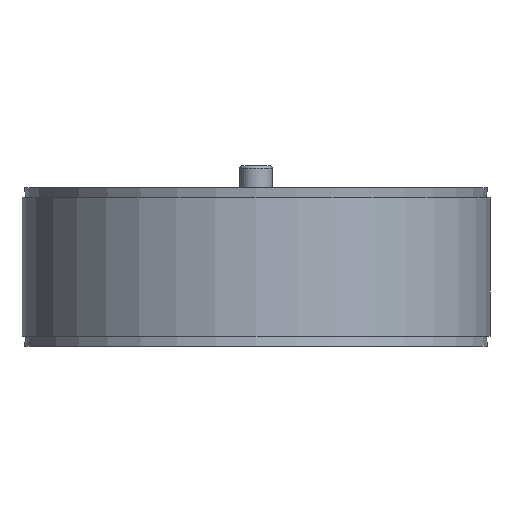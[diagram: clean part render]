
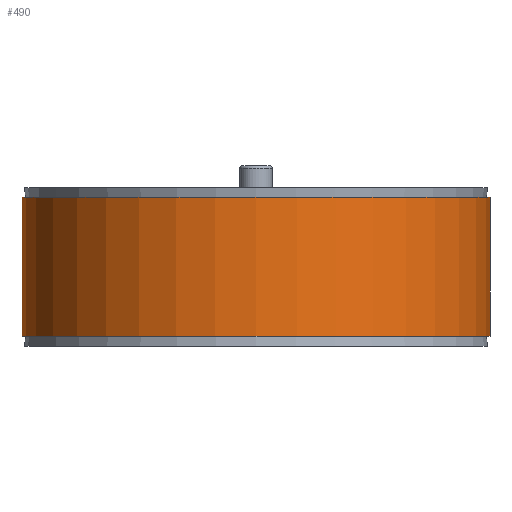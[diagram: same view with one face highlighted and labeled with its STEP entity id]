
A CAD part, front view. The second image highlights one B-rep face of the part: STEP entity #490.
In plain terms, the highlighted cylindrical face has radius 237.5 mm (diameter 475 mm), a full revolution.
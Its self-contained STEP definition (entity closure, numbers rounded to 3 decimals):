
#456=CARTESIAN_POINT('',(-237.5,0.,151.0));
#457=VERTEX_POINT('',#456);
#458=CARTESIAN_POINT('',(0.0,0.0,151.0));
#459=DIRECTION('',(0.0,0.0,-1.0));
#460=DIRECTION('',(1.0,0.0,0.0));
#461=AXIS2_PLACEMENT_3D('',#458,#459,#460);
#462=CIRCLE('',#461,237.5);
#463=EDGE_CURVE('',#457,#457,#462,.T.);
#471=CARTESIAN_POINT('',(0.0,0.0,80.5));
#472=DIRECTION('',(0.0,0.0,-1.0));
#473=DIRECTION('',(1.0,0.0,0.0));
#474=AXIS2_PLACEMENT_3D('',#471,#472,#473);
#475=CYLINDRICAL_SURFACE('',#474,237.5);
#476=ORIENTED_EDGE('',*,*,#463,.T.);
#477=EDGE_LOOP('',(#476));
#478=FACE_OUTER_BOUND('',#477,.T.);
#479=CARTESIAN_POINT('',(-237.5,0.,10.0));
#480=VERTEX_POINT('',#479);
#481=CARTESIAN_POINT('',(0.0,0.0,10.0));
#482=DIRECTION('',(0.0,0.0,1.0));
#483=DIRECTION('',(1.0,0.0,0.0));
#484=AXIS2_PLACEMENT_3D('',#481,#482,#483);
#485=CIRCLE('',#484,237.5);
#486=EDGE_CURVE('',#480,#480,#485,.T.);
#487=ORIENTED_EDGE('',*,*,#486,.T.);
#488=EDGE_LOOP('',(#487));
#489=FACE_BOUND('',#488,.T.);
#490=ADVANCED_FACE('',(#478,#489),#475,.T.);
